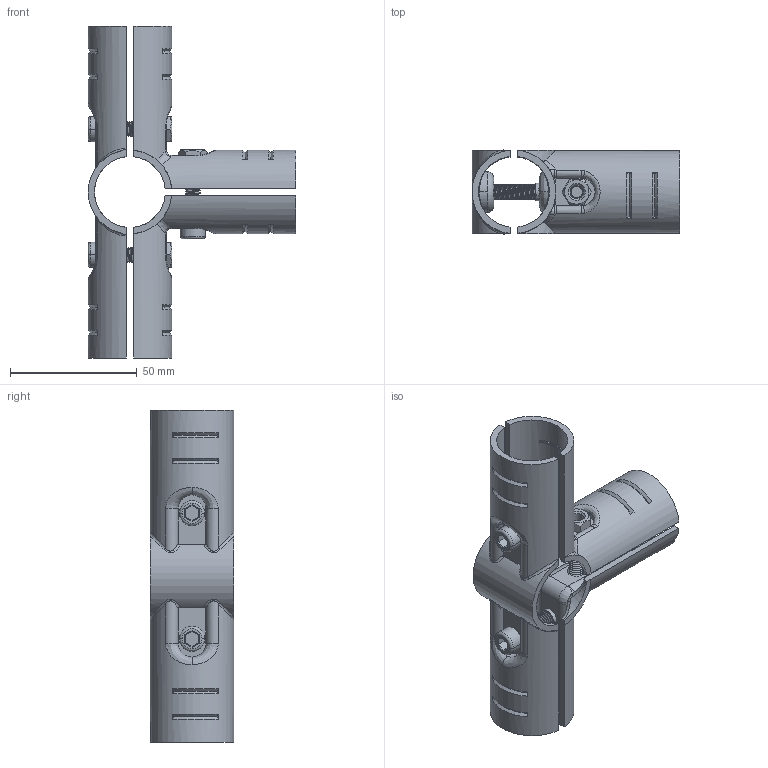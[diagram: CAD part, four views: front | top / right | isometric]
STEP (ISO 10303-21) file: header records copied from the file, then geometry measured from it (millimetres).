
FILE_DESCRIPTION (( 'STEP AP214' ), '1' );
FILE_NAME ('B297 Ñîåäèíèòåëü òðóáíûé, Ô28, 3B.STEP', '2023-11-03T11:38:41', ( '' ), ( '' ), 'SwSTEP 2.0', 'SolidWorks 2022', '' );
FILE_SCHEMA (( 'AUTOMOTIVE_DESIGN' ));
Length unit declared in the file: millimetre
Products named in the file (2): B297 Соединитель трубный, Ф28, 3B_00; B297 Соединитель трубный, Ф28, 3B
Assembly tree (1 placements, depth 2):
  B297 Соединитель трубный, Ф28, 3B
    B297 Соединитель трубный, Ф28, 3B_00
Bounding box: 82 x 33.11 x 131 mm (x, y, z)
Volume: 42282.3 mm3; surface area: 38927.2 mm2
Topology: 9 solids, 9 shells, 641 faces, 1665 edges, 1067 vertices
Faces by surface type: cylinder 264, plane 154, bspline 136, cone 51, torus 36
Entity records: 52646 total; most frequent: CARTESIAN_POINT 31605, ORIENTED_EDGE 3330, DIRECTION 2211, EDGE_CURVE 1665, VERTEX_POINT 1067, AXIS2_PLACEMENT_3D 840, B_SPLINE_CURVE_WITH_KNOTS 766, EDGE_LOOP 684
